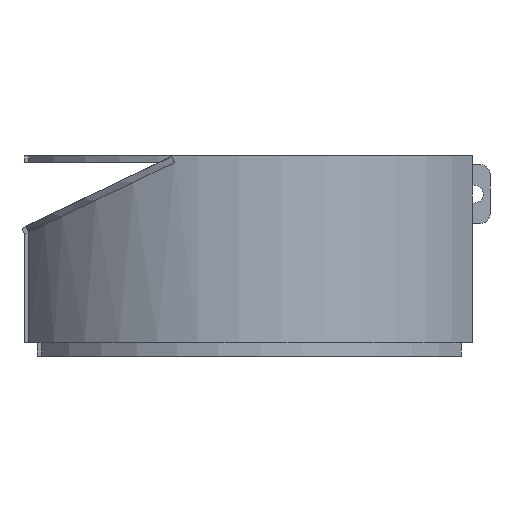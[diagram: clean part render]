
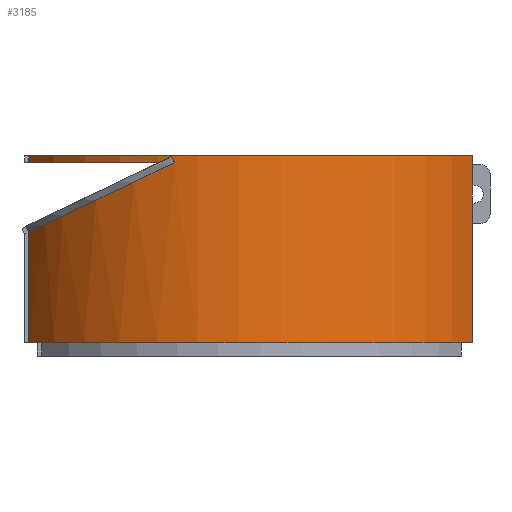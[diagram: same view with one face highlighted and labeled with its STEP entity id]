
A CAD part, front view. The second image highlights one B-rep face of the part: STEP entity #3185.
In plain terms, the highlighted cylindrical face has radius 56 mm (diameter 112 mm), a partial arc.
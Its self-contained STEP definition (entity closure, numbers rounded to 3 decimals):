
#147=ELLIPSE('',#3343,62.079,56.);
#150=ELLIPSE('',#3421,129.755,56.);
#151=ELLIPSE('',#3422,62.079,56.);
#317=LINE('',#4794,#618);
#318=LINE('',#4798,#619);
#319=LINE('',#4804,#620);
#618=VECTOR('',#3930,41.5);
#619=VECTOR('',#3933,1.5);
#620=VECTOR('',#3940,24.519);
#962=FACE_OUTER_BOUND('',#1147,.T.);
#1147=EDGE_LOOP('',(#2494,#2495,#2496,#2497,#2498,#2499,#2500,#2501,#2502));
#1312=CIRCLE('',#3329,56.);
#1342=CIRCLE('',#3419,56.);
#1343=CIRCLE('',#3420,56.);
#1409=VERTEX_POINT('',#4386);
#1410=VERTEX_POINT('',#4388);
#1436=VERTEX_POINT('',#4450);
#1440=VERTEX_POINT('',#4457);
#1535=VERTEX_POINT('',#4793);
#1536=VERTEX_POINT('',#4795);
#1537=VERTEX_POINT('',#4797);
#1538=VERTEX_POINT('',#4800);
#1539=VERTEX_POINT('',#4802);
#1729=EDGE_CURVE('',#1410,#1409,#1312,.T.);
#1763=EDGE_CURVE('',#1440,#1436,#147,.T.);
#1908=EDGE_CURVE('',#1409,#1535,#317,.T.);
#1909=EDGE_CURVE('',#1536,#1535,#1342,.T.);
#1910=EDGE_CURVE('',#1537,#1536,#318,.T.);
#1911=EDGE_CURVE('',#1537,#1436,#1343,.T.);
#1912=EDGE_CURVE('',#1538,#1440,#150,.T.);
#1913=EDGE_CURVE('',#1538,#1539,#151,.T.);
#1914=EDGE_CURVE('',#1410,#1539,#319,.T.);
#2494=ORIENTED_EDGE('',*,*,#1908,.T.);
#2495=ORIENTED_EDGE('',*,*,#1909,.F.);
#2496=ORIENTED_EDGE('',*,*,#1910,.F.);
#2497=ORIENTED_EDGE('',*,*,#1911,.T.);
#2498=ORIENTED_EDGE('',*,*,#1763,.F.);
#2499=ORIENTED_EDGE('',*,*,#1912,.F.);
#2500=ORIENTED_EDGE('',*,*,#1913,.T.);
#2501=ORIENTED_EDGE('',*,*,#1914,.F.);
#2502=ORIENTED_EDGE('',*,*,#1729,.T.);
#3101=CYLINDRICAL_SURFACE('',#3418,56.);
#3185=ADVANCED_FACE('',(#962),#3101,.T.);
#3329=AXIS2_PLACEMENT_3D('',#4389,#3612,#3613);
#3343=AXIS2_PLACEMENT_3D('',#4459,#3666,#3667);
#3418=AXIS2_PLACEMENT_3D('',#4792,#3928,#3929);
#3419=AXIS2_PLACEMENT_3D('',#4796,#3931,#3932);
#3420=AXIS2_PLACEMENT_3D('',#4799,#3934,#3935);
#3421=AXIS2_PLACEMENT_3D('',#4801,#3936,#3937);
#3422=AXIS2_PLACEMENT_3D('',#4803,#3938,#3939);
#3612=DIRECTION('center_axis',(0.,0.,1.));
#3613=DIRECTION('ref_axis',(-0.845,-0.535,0.));
#3666=DIRECTION('center_axis',(0.432,0.,-0.902));
#3667=DIRECTION('ref_axis',(-0.902,0.,-0.432));
#3928=DIRECTION('center_axis',(0.,0.,1.));
#3929=DIRECTION('ref_axis',(-0.845,-0.535,0.));
#3930=DIRECTION('',(0.,0.,1.));
#3931=DIRECTION('center_axis',(0.,0.,1.));
#3932=DIRECTION('ref_axis',(-0.845,-0.535,0.));
#3933=DIRECTION('',(0.,0.,1.));
#3934=DIRECTION('center_axis',(0.,0.,1.));
#3935=DIRECTION('ref_axis',(-0.267,-0.964,0.));
#3936=DIRECTION('center_axis',(-0.902,0.,
-0.432));
#3937=DIRECTION('ref_axis',(-0.432,0.,0.902));
#3938=DIRECTION('center_axis',(0.432,0.,-0.902));
#3939=DIRECTION('ref_axis',(-0.902,0.,-0.432));
#3940=DIRECTION('',(0.,0.,1.));
#4386=CARTESIAN_POINT('',(6.778,-22.82,0.3));
#4388=CARTESIAN_POINT('',(-91.669,-29.965,0.3));
#4389=CARTESIAN_POINT('Origin',(-44.361,0.,
0.3));
#4450=CARTESIAN_POINT('',(-62.788,-52.881,40.3));
#4457=CARTESIAN_POINT('',(-59.96,-53.784,41.653));
#4459=CARTESIAN_POINT('Origin',(-44.361,0.,
49.116));
#4792=CARTESIAN_POINT('Origin',(-44.361,0.,
0.3));
#4793=CARTESIAN_POINT('',(6.778,-22.82,41.8));
#4794=CARTESIAN_POINT('',(6.778,-22.82,0.3));
#4795=CARTESIAN_POINT('',(-91.669,-29.965,41.8));
#4796=CARTESIAN_POINT('Origin',(-44.361,0.,
41.8));
#4797=CARTESIAN_POINT('',(-91.669,-29.965,40.3));
#4798=CARTESIAN_POINT('',(-91.669,-29.965,40.3));
#4799=CARTESIAN_POINT('Origin',(-44.361,0.,
40.3));
#4800=CARTESIAN_POINT('',(-59.312,-53.967,40.3));
#4801=CARTESIAN_POINT('Origin',(-44.361,0.,
9.049));
#4802=CARTESIAN_POINT('',(-91.669,-29.965,24.819));
#4803=CARTESIAN_POINT('Origin',(-44.361,0.,
47.453));
#4804=CARTESIAN_POINT('',(-91.669,-29.965,0.3));
